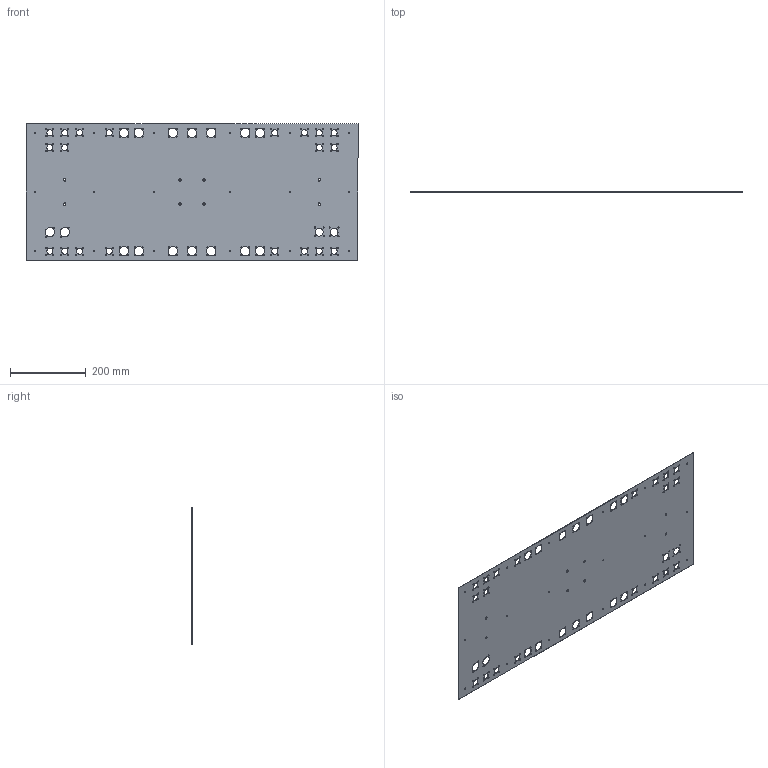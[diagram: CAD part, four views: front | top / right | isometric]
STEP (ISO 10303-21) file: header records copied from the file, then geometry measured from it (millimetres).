
FILE_DESCRIPTION (( 'STEP AP214' ), '1' );
FILE_NAME ('panel1.STEP', '2024-01-25T20:12:39', ( '' ), ( '' ), 'SwSTEP 2.0', 'SolidWorks 2023', '' );
FILE_SCHEMA (( 'AUTOMOTIVE_DESIGN' ));
Length unit declared in the file: millimetre
Products named in the file (1): panel1
Bounding box: 874 x 1.02 x 360 mm (x, y, z)
Volume: 305917.8 mm3; surface area: 608949.3 mm2
Topology: 1 solids, 1 shells, 430 faces, 1284 edges, 856 vertices
Faces by surface type: cylinder 424, plane 6
Entity records: 15867 total; most frequent: DIRECTION 2994, CARTESIAN_POINT 2571, ORIENTED_EDGE 2568, EDGE_CURVE 1284, AXIS2_PLACEMENT_3D 1279, VERTEX_POINT 856, EDGE_LOOP 854, CIRCLE 848
